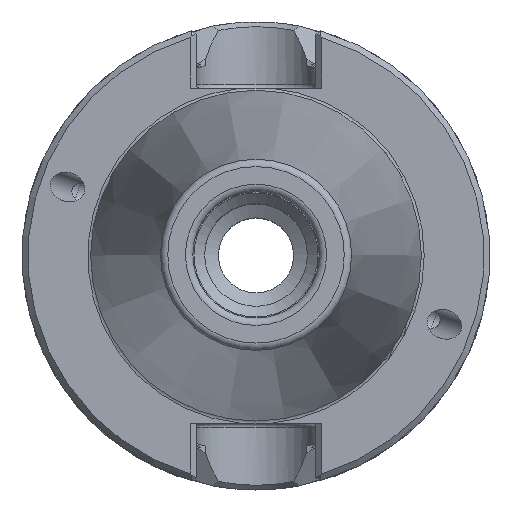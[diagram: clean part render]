
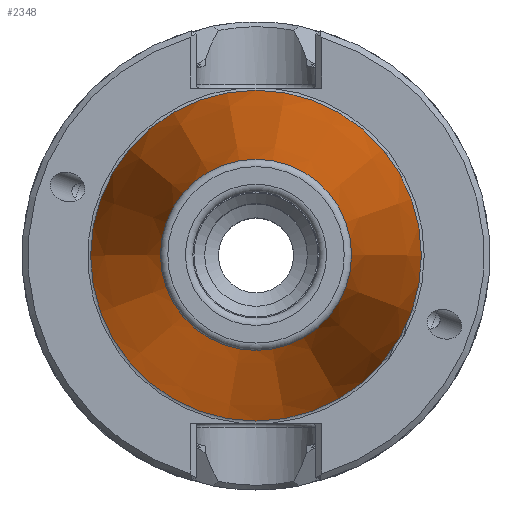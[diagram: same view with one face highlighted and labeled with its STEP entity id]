
A CAD part, top view. The second image highlights one B-rep face of the part: STEP entity #2348.
In plain terms, the highlighted conical face has half-angle 8.297 degrees and reference radius 12.871 mm.
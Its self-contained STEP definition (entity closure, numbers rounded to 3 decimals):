
#192=CONICAL_SURFACE('',#2519,12.871,0.145);
#213=CIRCLE('',#2401,22.268);
#250=CIRCLE('',#2518,12.871);
#659=ORIENTED_EDGE('',*,*,#752,.T.);
#660=ORIENTED_EDGE('',*,*,#919,.F.);
#752=EDGE_CURVE('',#964,#964,#213,.T.);
#919=EDGE_CURVE('',#1075,#1075,#250,.T.);
#964=VERTEX_POINT('',#3132);
#1075=VERTEX_POINT('',#3712);
#1251=EDGE_LOOP('',(#659));
#1252=EDGE_LOOP('',(#660));
#1415=FACE_BOUND('',#1251,.T.);
#1416=FACE_BOUND('',#1252,.T.);
#2348=ADVANCED_FACE('',(#1415,#1416),#192,.T.);
#2401=AXIS2_PLACEMENT_3D('',#3131,#2610,#2611);
#2518=AXIS2_PLACEMENT_3D('',#3711,#2908,#2909);
#2519=AXIS2_PLACEMENT_3D('',#3713,#2910,#2911);
#2610=DIRECTION('',(0.,0.,1.));
#2611=DIRECTION('',(1.,0.,0.));
#2908=DIRECTION('',(0.,0.,1.));
#2909=DIRECTION('',(1.,0.,0.));
#2910=DIRECTION('',(0.,0.,-1.));
#2911=DIRECTION('',(-1.,0.,0.));
#3131=CARTESIAN_POINT('',(0.,0.,0.106));
#3132=CARTESIAN_POINT('',(22.268,0.,0.106));
#3711=CARTESIAN_POINT('',(0.,0.,64.544));
#3712=CARTESIAN_POINT('',(12.871,0.,64.544));
#3713=CARTESIAN_POINT('',(0.,0.,64.544));
